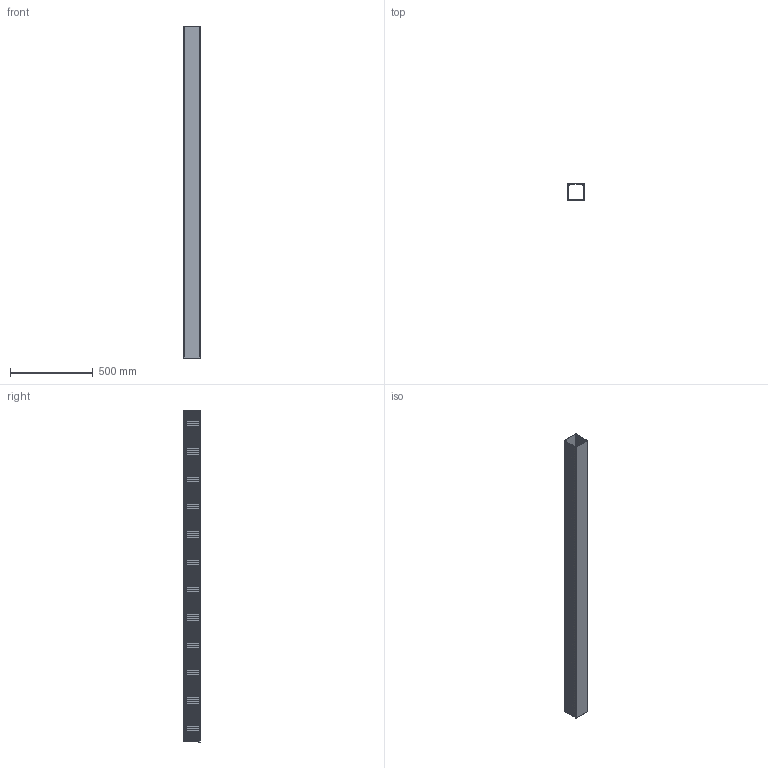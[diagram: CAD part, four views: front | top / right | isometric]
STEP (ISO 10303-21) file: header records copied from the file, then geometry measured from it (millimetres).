
FILE_DESCRIPTION(/* description */ (''),/* implementation_level */ '2;1');
FILE_NAME(/* name */ '6178341',/* time_stamp */ '2016-03-07T11:55:37+01:00',/* author */ (''),/* organization */ (''),/* preprocessor_version */ 'ST-DEVELOPER v15',/* originating_system */ '',/* authorisation */ '');
FILE_SCHEMA (('CONFIG_CONTROL_DESIGN'));
Products named in the file (2): Document; 6178341
Assembly tree (1 placements, depth 2):
  Document
    6178341
Bounding box: 100 x 100.3 x 2000.01 mm (x, y, z)
Volume: 1560010.7 mm3; surface area: 1633611.4 mm2
Topology: 2 solids, 2 shells, 4512 faces, 13524 edges, 9016 vertices
Faces by surface type: bspline 3546, plane 966
Entity records: 112916 total; most frequent: CARTESIAN_POINT 45129, ORIENTED_EDGE 27048, EDGE_CURVE 13524, VERTEX_POINT 9016, ADVANCED_FACE 4512, FACE_OUTER_BOUND 4512, EDGE_LOOP 4512, B_SPLINE_CURVE_WITH_KNOTS 1579
